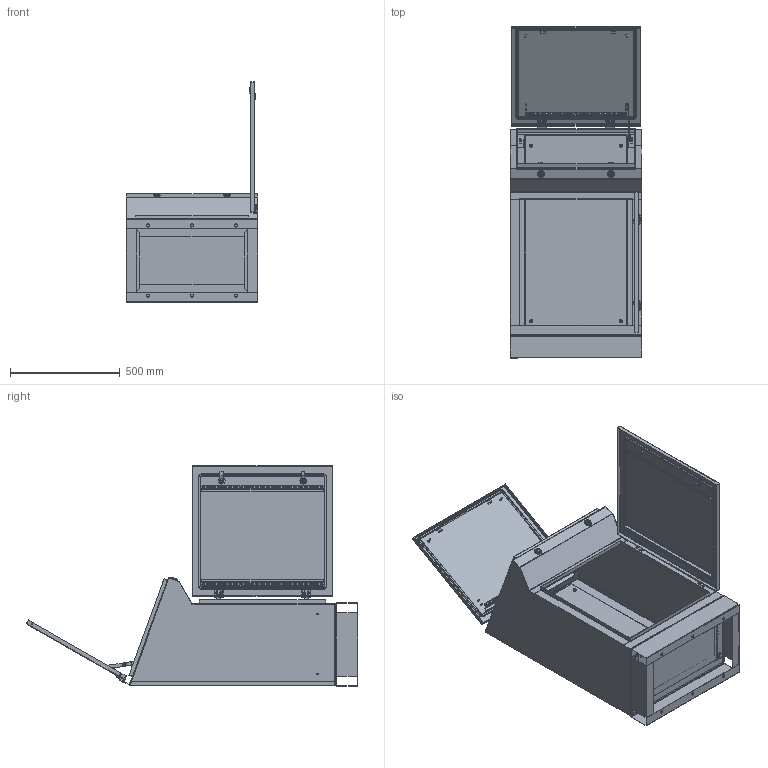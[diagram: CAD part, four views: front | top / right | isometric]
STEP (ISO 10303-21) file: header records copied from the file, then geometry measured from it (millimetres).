
FILE_DESCRIPTION (( 'STEP AP203' ), '1' );
FILE_NAME ('ÌÈ-72.00.00.000 Ñáîðêà Ïóëüò TP6.STEP', '2020-11-03T07:55:51', ( '' ), ( '' ), 'SwSTEP 2.0', 'SolidWorks 2019', '' );
FILE_SCHEMA (( 'CONFIG_CONTROL_DESIGN' ));
Length unit declared in the file: millimetre
Products named in the file (56): hex nut gradec_din_Hexagon Nut ISO 4034 - M12 - N; ÌÈ-72.03.01.001 Ñòåíêà çàäíÿÿ; Ãàéêà äëÿ IP54; high strength hex head bolt_din_DIN 6914 - M12 x 30 x 21-N; Øïèëüêà ïðèâàðíàÿ Ì8õ16 DIN 13918; hex thin nut chamfered gradeab_din_Hexagon Thin Nut ISO 4035 - M4 - N; pan head cross recess screw_din_DIN EN ISO 7045 - M4 x 6 - Z - 6N; ÌÈ-72.05.00.002 Øâåëëåð 600; ÌÈ-72.04.00.000 ÑÁ Ïåðåãîðîäêà ïîä ââîä êàáåëÿ; 倘-72.01.00.001 署赅; ÌÈ-72.03.00.002 Ñòåíêà íèç; plain washer small grade a_din_Washer DIN 433 - 13; hex flange nut_din_Hexagon Flange Nut DIN 6923 - M6 - N; ÌÈ-72.05.00.001 Øâåëëåð 290; 昈-72.03.00.000 扻豵鵨 捘; ÌÈ-72.02.00.002 Óãîëîê äâåðü; ÌÈ-72.04.00.001 Ïåðåãîðîäêà ïîä ââîä êàáåëÿ; ÌÈ-72.03.03.000 Ñòåíêà ïðàâàÿ ÑÁ; ﾌﾈ-72.02.00.000 ﾄ粢 ﾑﾁ; ﾇ瑟鶴 IP54; Øïèëüêà ïðèâàðíàÿ Ì6õ16 DIN 13918; 昈-72.01.00.002 赶鎀鍧; ÌÈ-72.03.03.002 Äåðæàòåëü ôèêñàòðà; ÓÊ íà ïåðåãîðîäêó; Øïèëüêà ïðèâàðíàÿ Ì4õ16 DIN 13918; ÏÀÊ íà äâåðü — êîïèÿ; ÌÈ-72.03.00.001 Ñòåíêà ââåðõ; Çàìîê áîëüøîé-1; ﾇ瑟鶴; ÌÈ-72.03.02.000 Ñòåíêà ëåâàÿ ÑÁ; ÌÈ-72.03.02.001 Ñòåíêà ëåâàÿ; Øïèëüêà ïðèâàðíàÿ Ì6õ25; Êîðïóñ ïåòëè; Âíóòðÿíÿÿ ÷àñòü çàìêà IP54; 扰樖樉; 倘-72.01.00.000 署赅 蚜; hex nut gradec_din_Hexagon Nut ISO 4034 - M6 - N; ÌÈ-72.00.00.001 Ïàíåëü ìîíòàæíàÿ; ﾍ瑜粱 2; ßçû÷îê çàìêà IP54 ...
Assembly tree (106 placements, depth 4):
  ÌÈ-72.00.00.000 Ñáîðêà Ïóëüò TP6
    昈-72.03.00.000 扻豵鵨 捘
      ÌÈ-72.03.01.000 Ñòåíêà çàäíÿÿ ÑÁ
        ÌÈ-72.03.01.001 Ñòåíêà çàäíÿÿ
        Øïèëüêà ïðèâàðíàÿ Ì6õ25  x4
      ÌÈ-72.03.02.000 Ñòåíêà ëåâàÿ ÑÁ
        ÌÈ-72.03.02.001 Ñòåíêà ëåâàÿ
        Øïèëüêà ïðèâàðíàÿ Ì6õ16 DIN 13918  x2
        ÌÈ-72.03.03.002 Äåðæàòåëü ôèêñàòðà
        Çàêëåïêà ãàå÷íàÿ Ì4 UNI 9203  x2
      ÌÈ-72.03.03.000 Ñòåíêà ïðàâàÿ ÑÁ
        ÌÈ-72.03.03.001 Ñòåíêà ïðàâàÿ
        Øïèëüêà ïðèâàðíàÿ Ì6õ16 DIN 13918  x2
        ÌÈ-72.03.03.002 Äåðæàòåëü ôèêñàòðà
        Çàêëåïêà ãàå÷íàÿ Ì4 UNI 9203  x2
      ÌÈ-72.03.00.002 Ñòåíêà íèç
      ÌÈ-72.03.00.001 Ñòåíêà ââåðõ
    倘-72.01.00.000 署赅 蚜
      倘-72.01.00.001 署赅
      昈-72.01.00.002 赶鎀鍧
      Øïèëüêà ïðèâàðíàÿ Ì8õ16 DIN 13918  x2
      ÏÀÊ íà êðûøêó — êîïèÿ
      Øïèëüêà ïðèâàðíàÿ Ì4õ16 DIN 13918  x4
      ÌÈ-72.01.00.003 Äåðæàòåëü çàìêà  x2
    ﾌﾈ-72.02.00.000 ﾄ粢 ﾑﾁ
      ﾌﾈ-72.02.00.001 ﾄ粢
      ÌÈ-72.02.00.002 Óãîëîê äâåðü  x2
      ÏÀÊ íà äâåðü — êîïèÿ
    ÌÈ-72.00.00.001 Ïàíåëü ìîíòàæíàÿ
    ﾇ瑟鶴
      Çàìîê áîëüøîé-1
      倘-72.00.00.002 哏
    ﾇ瑟鶴
      Çàìîê áîëüøîé-1
      倘-72.00.00.002 哏
    ÌÈ-72.04.00.000 ÑÁ Ïåðåãîðîäêà ïîä ââîä êàáåëÿ
      ÌÈ-72.04.00.001 Ïåðåãîðîäêà ïîä ââîä êàáåëÿ
      ÓÊ íà ïåðåãîðîäêó
    ÌÈ-72.05.00.000 ÑÁ Öîêîëü 600õ380
      ÌÈ-72.05.00.002 Øâåëëåð 600  x2
      ÌÈ-72.05.00.001 Øâåëëåð 290  x2
    ﾍ瑜粱 PM09.135.R
      ﾍ瑜粱 1
      ﾍ瑜粱 2
      扰樖樉  x2
    high strength hex head bolt_din_DIN 6914 - M12 x 30 x 21-N  x3
    high strength hex head bolt_din_DIN 6914 - M12 x 35 x 21-N
    plain washer small grade a_din_Washer DIN 433 - 13  x4
    hex nut gradec_din_Hexagon Nut ISO 4034 - M12 - N  x4
    Îñíîâàíèå ïåòëè  x4
    Êîðïóñ ïåòëè  x4
    ﾇ瑟鶴 IP54
      Êîðïóñ çàìêà IP54
      Âíóòðÿíÿÿ ÷àñòü çàìêà IP54
      ßçû÷îê çàìêà IP54
      Ãàéêà äëÿ IP54
    ﾇ瑟鶴 IP54
      Êîðïóñ çàìêà IP54
      Âíóòðÿíÿÿ ÷àñòü çàìêà IP54
      ßçû÷îê çàìêà IP54
Bounding box: 600 x 1514.51 x 1005.6 mm (x, y, z)
Volume: 6019907.7 mm3; surface area: 7562580 mm2
Topology: 103 solids, 103 shells, 3858 faces, 9343 edges, 5769 vertices
Faces by surface type: plane 1711, cylinder 1523, cone 400, bspline 124, torus 96, sphere 4
Entity records: 72896 total; most frequent: CARTESIAN_POINT 19049, DIRECTION 9911, ORIENTED_EDGE 9454, EDGE_CURVE 4727, AXIS2_PLACEMENT_3D 3569, VERTEX_POINT 2914, VECTOR 2773, LINE 2773
